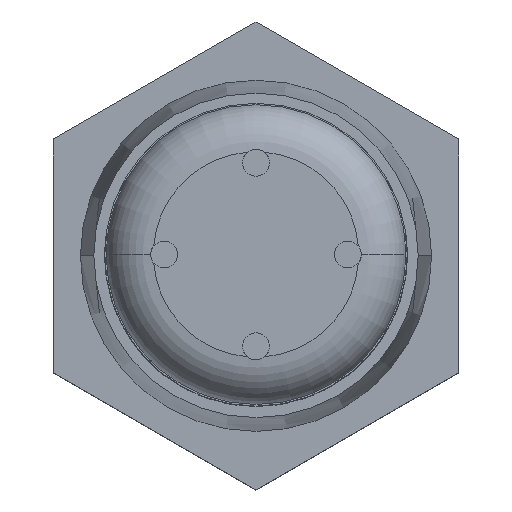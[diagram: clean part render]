
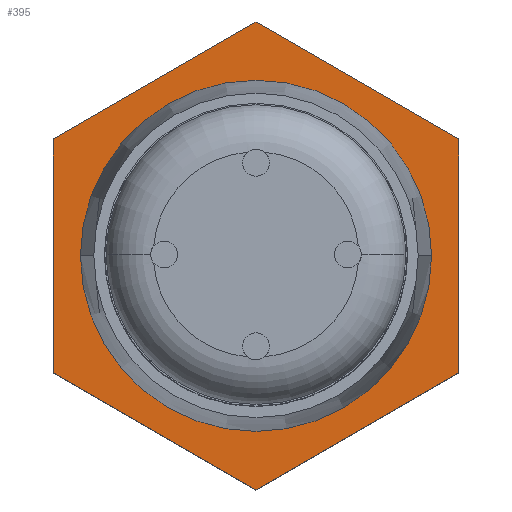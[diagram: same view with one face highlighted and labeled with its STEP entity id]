
A CAD part, top view. The second image highlights one B-rep face of the part: STEP entity #395.
In plain terms, the highlighted planar face has unit normal (0, 0, 1).
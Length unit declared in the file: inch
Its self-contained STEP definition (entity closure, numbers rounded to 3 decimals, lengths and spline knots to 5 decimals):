
#60 = DIRECTION ( 'NONE',  ( 1., 0., 0. ) ) ;
#71 = DIRECTION ( 'NONE',  ( 0., 0., 1. ) ) ;
#395 = ADVANCED_FACE ( 'NONE', ( #1442, #1457 ), #5346, .T. ) ;
#398 = EDGE_CURVE ( 'NONE', #6383, #948, #1419, .T. ) ;
#609 = VERTEX_POINT ( 'NONE', #5154 ) ;
#611 = CARTESIAN_POINT ( 'NONE',  ( -0.75, 0.43301, 0.52 ) ) ;
#685 = CARTESIAN_POINT ( 'NONE',  ( -0.375, -0.64952, 0.52 ) ) ;
#710 = DIRECTION ( 'NONE',  ( 1., 0., 0. ) ) ;
#948 = VERTEX_POINT ( 'NONE', #6690 ) ;
#1075 = ORIENTED_EDGE ( 'NONE', *, *, #4352, .T. ) ;
#1096 = ORIENTED_EDGE ( 'NONE', *, *, #6582, .T. ) ;
#1110 = ORIENTED_EDGE ( 'NONE', *, *, #2957, .T. ) ;
#1159 = ORIENTED_EDGE ( 'NONE', *, *, #5522, .T. ) ;
#1186 = ORIENTED_EDGE ( 'NONE', *, *, #398, .T. ) ;
#1200 = ORIENTED_EDGE ( 'NONE', *, *, #1752, .T. ) ;
#1214 = DIRECTION ( 'NONE',  ( 0.866, -0.5, 0. ) ) ;
#1281 = ORIENTED_EDGE ( 'NONE', *, *, #3686, .F. ) ;
#1285 = ORIENTED_EDGE ( 'NONE', *, *, #1761, .F. ) ;
#1404 = VERTEX_POINT ( 'NONE', #2447 ) ;
#1419 = LINE ( 'NONE', #4371, #1491 ) ;
#1442 = FACE_OUTER_BOUND ( 'NONE', #4857, .T. ) ;
#1457 = FACE_BOUND ( 'NONE', #6326, .T. ) ;
#1491 = VECTOR ( 'NONE', #2324, 39.37008 ) ;
#1597 = CARTESIAN_POINT ( 'NONE',  ( 0.75, -0.43301, 0.52 ) ) ;
#1658 = LINE ( 'NONE', #5669, #5715 ) ;
#1752 = EDGE_CURVE ( 'NONE', #948, #3784, #5690, .T. ) ;
#1761 = EDGE_CURVE ( 'NONE', #1882, #1404, #5403, .T. ) ;
#1882 = VERTEX_POINT ( 'NONE', #5418 ) ;
#2004 = DIRECTION ( 'NONE',  ( 0., 1., 0. ) ) ;
#2324 = DIRECTION ( 'NONE',  ( -0.866, 0.5, 0. ) ) ;
#2447 = CARTESIAN_POINT ( 'NONE',  ( -0.625, 0., 0.52 ) ) ;
#2693 = LINE ( 'NONE', #685, #6172 ) ;
#2738 = CIRCLE ( 'NONE', #3499, 0.625 ) ;
#2957 = EDGE_CURVE ( 'NONE', #609, #4569, #5991, .T. ) ;
#3232 = DIRECTION ( 'NONE',  ( 0., 0., 1. ) ) ;
#3241 = CARTESIAN_POINT ( 'NONE',  ( 0., 0., 0.52 ) ) ;
#3344 = CARTESIAN_POINT ( 'NONE',  ( 0., 0., 0.52 ) ) ;
#3356 = CARTESIAN_POINT ( 'NONE',  ( 0.375, -0.64952, 0.52 ) ) ;
#3398 = CARTESIAN_POINT ( 'NONE',  ( -0.75, -0.43301, 0.52 ) ) ;
#3499 = AXIS2_PLACEMENT_3D ( 'NONE', #6273, #3232, #60 ) ;
#3525 = CARTESIAN_POINT ( 'NONE',  ( 0.75, 0., 0.52 ) ) ;
#3679 = AXIS2_PLACEMENT_3D ( 'NONE', #3241, #71, #3758 ) ;
#3686 = EDGE_CURVE ( 'NONE', #1404, #1882, #2738, .T. ) ;
#3758 = DIRECTION ( 'NONE',  ( 1., 0., 0. ) ) ;
#3784 = VERTEX_POINT ( 'NONE', #611 ) ;
#3860 = VECTOR ( 'NONE', #2004, 39.37008 ) ;
#3862 = DIRECTION ( 'NONE',  ( 0., 0., 1. ) ) ;
#3874 = DIRECTION ( 'NONE',  ( 0.866, 0.5, 0. ) ) ;
#4352 = EDGE_CURVE ( 'NONE', #3784, #6038, #1658, .T. ) ;
#4371 = CARTESIAN_POINT ( 'NONE',  ( 0.375, 0.64952, 0.52 ) ) ;
#4569 = VERTEX_POINT ( 'NONE', #1597 ) ;
#4609 = LINE ( 'NONE', #3525, #3860 ) ;
#4857 = EDGE_LOOP ( 'NONE', ( #1075, #1096, #1110, #1159, #1186, #1200 ) ) ;
#5154 = CARTESIAN_POINT ( 'NONE',  ( 0., -0.86603, 0.52 ) ) ;
#5226 = DIRECTION ( 'NONE',  ( -0.866, -0.5, 0. ) ) ;
#5346 = PLANE ( 'NONE',  #6503 ) ;
#5403 = CIRCLE ( 'NONE', #3679, 0.625 ) ;
#5418 = CARTESIAN_POINT ( 'NONE',  ( 0.625, 0., 0.52 ) ) ;
#5522 = EDGE_CURVE ( 'NONE', #4569, #6383, #4609, .T. ) ;
#5533 = VECTOR ( 'NONE', #5226, 39.37008 ) ;
#5669 = CARTESIAN_POINT ( 'NONE',  ( -0.75, 0., 0.52 ) ) ;
#5685 = CARTESIAN_POINT ( 'NONE',  ( 0.75, 0.43301, 0.52 ) ) ;
#5690 = LINE ( 'NONE', #6257, #5533 ) ;
#5715 = VECTOR ( 'NONE', #6696, 39.37008 ) ;
#5720 = VECTOR ( 'NONE', #3874, 39.37008 ) ;
#5991 = LINE ( 'NONE', #3356, #5720 ) ;
#6038 = VERTEX_POINT ( 'NONE', #3398 ) ;
#6172 = VECTOR ( 'NONE', #1214, 39.37008 ) ;
#6257 = CARTESIAN_POINT ( 'NONE',  ( -0.375, 0.64952, 0.52 ) ) ;
#6273 = CARTESIAN_POINT ( 'NONE',  ( 0., 0., 0.52 ) ) ;
#6326 = EDGE_LOOP ( 'NONE', ( #1281, #1285 ) ) ;
#6383 = VERTEX_POINT ( 'NONE', #5685 ) ;
#6503 = AXIS2_PLACEMENT_3D ( 'NONE', #3344, #3862, #710 ) ;
#6582 = EDGE_CURVE ( 'NONE', #6038, #609, #2693, .T. ) ;
#6690 = CARTESIAN_POINT ( 'NONE',  ( 0., 0.86603, 0.52 ) ) ;
#6696 = DIRECTION ( 'NONE',  ( 0., -1., 0. ) ) ;
